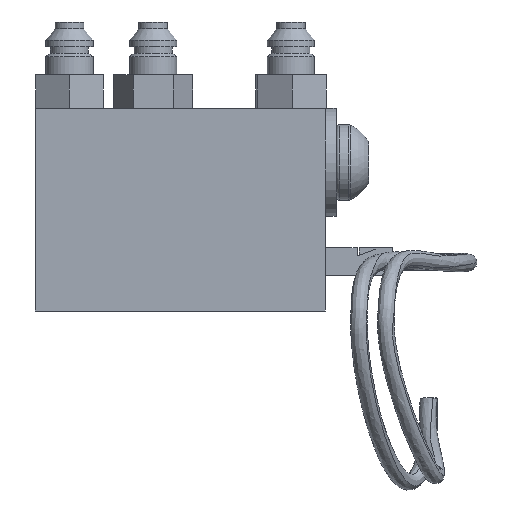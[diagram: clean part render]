
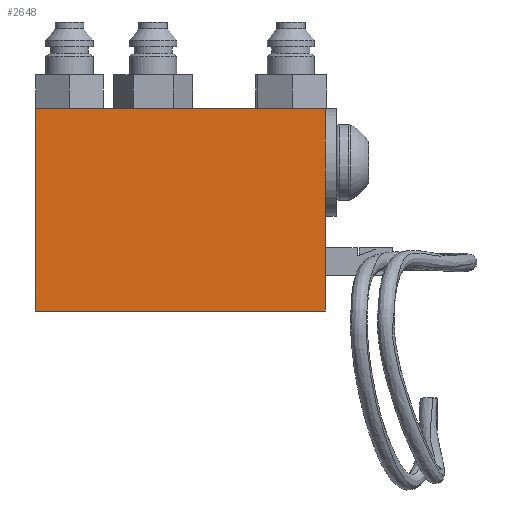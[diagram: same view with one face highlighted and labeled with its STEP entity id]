
A CAD part, left-side view. The second image highlights one B-rep face of the part: STEP entity #2648.
In plain terms, the highlighted face is planar.
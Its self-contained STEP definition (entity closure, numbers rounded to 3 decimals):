
#87=PLANE('',#2980);
#196=LINE('',#5366,#451);
#224=LINE('',#5431,#479);
#239=LINE('',#5461,#494);
#241=LINE('',#5464,#496);
#451=VECTOR('',#3288,15.);
#479=VECTOR('',#3332,21.5);
#494=VECTOR('',#3349,15.);
#496=VECTOR('',#3353,21.5);
#744=FACE_OUTER_BOUND('',#909,.T.);
#909=EDGE_LOOP('',(#1929,#1930,#1931,#1932));
#1224=VERTEX_POINT('',#5363);
#1225=VERTEX_POINT('',#5365);
#1254=VERTEX_POINT('',#5429);
#1268=VERTEX_POINT('',#5459);
#1480=EDGE_CURVE('',#1225,#1224,#196,.T.);
#1512=EDGE_CURVE('',#1224,#1254,#224,.T.);
#1527=EDGE_CURVE('',#1254,#1268,#239,.T.);
#1529=EDGE_CURVE('',#1268,#1225,#241,.T.);
#1929=ORIENTED_EDGE('',*,*,#1527,.T.);
#1930=ORIENTED_EDGE('',*,*,#1529,.T.);
#1931=ORIENTED_EDGE('',*,*,#1480,.T.);
#1932=ORIENTED_EDGE('',*,*,#1512,.T.);
#2648=ADVANCED_FACE('',(#744),#87,.T.);
#2980=AXIS2_PLACEMENT_3D('',#5465,#3354,#3355);
#3288=DIRECTION('',(0.,1.,0.));
#3332=DIRECTION('',(-1.,0.,0.));
#3349=DIRECTION('',(0.,-1.,0.));
#3353=DIRECTION('',(1.,0.,0.));
#3354=DIRECTION('center_axis',(0.,0.,1.));
#3355=DIRECTION('ref_axis',(1.,0.,0.));
#5363=CARTESIAN_POINT('',(8.144,0.249,10.));
#5365=CARTESIAN_POINT('',(8.144,-14.751,10.));
#5366=CARTESIAN_POINT('',(8.144,-14.751,10.));
#5429=CARTESIAN_POINT('',(-13.356,0.249,10.));
#5431=CARTESIAN_POINT('',(8.144,0.249,10.));
#5459=CARTESIAN_POINT('',(-13.356,-14.751,10.));
#5461=CARTESIAN_POINT('',(-13.356,0.249,10.));
#5464=CARTESIAN_POINT('',(-13.356,-14.751,10.));
#5465=CARTESIAN_POINT('Origin',(-13.356,-14.751,10.));
